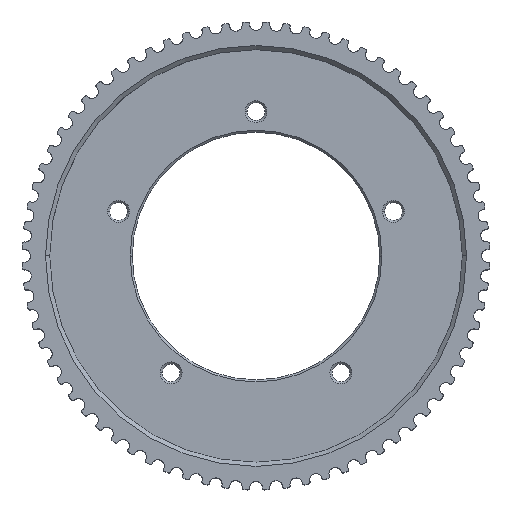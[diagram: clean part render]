
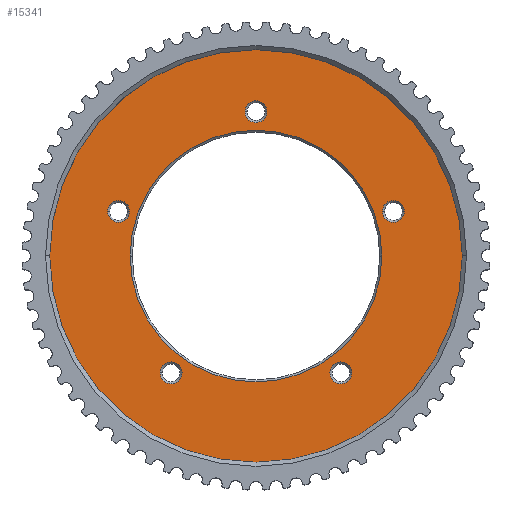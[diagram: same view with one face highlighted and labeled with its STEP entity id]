
A CAD part, top view. The second image highlights one B-rep face of the part: STEP entity #15341.
In plain terms, the highlighted planar face has unit normal (0, 0, 1).
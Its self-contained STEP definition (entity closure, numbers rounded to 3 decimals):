
#50 = ORIENTED_EDGE ( 'NONE', *, *, #26007, .T. ) ;
#79 = DIRECTION ( 'NONE',  ( 1., 0., 0. ) ) ;
#129 = DIRECTION ( 'NONE',  ( 1., 0., 0. ) ) ;
#467 = CARTESIAN_POINT ( 'NONE',  ( 0., 35., -7.5 ) ) ;
#659 = AXIS2_PLACEMENT_3D ( 'NONE', #6621, #27206, #2197 ) ;
#725 = VERTEX_POINT ( 'NONE', #12502 ) ;
#1105 = CARTESIAN_POINT ( 'NONE',  ( 0., 0., -7.5 ) ) ;
#1545 = CIRCLE ( 'NONE', #18590, 30.5 ) ;
#1658 = ORIENTED_EDGE ( 'NONE', *, *, #24620, .T. ) ;
#1661 = AXIS2_PLACEMENT_3D ( 'NONE', #467, #16780, #26541 ) ;
#2053 = VERTEX_POINT ( 'NONE', #6954 ) ;
#2194 = DIRECTION ( 'NONE',  ( 0., 0., -1. ) ) ;
#2197 = DIRECTION ( 'NONE',  ( 1., 0., 0. ) ) ;
#2342 = CARTESIAN_POINT ( 'NONE',  ( 2.65, 35., -7.5 ) ) ;
#2733 = EDGE_LOOP ( 'NONE', ( #17962, #9103 ) ) ;
#3076 = CIRCLE ( 'NONE', #18168, 2.65 ) ;
#3127 = CIRCLE ( 'NONE', #1661, 2.65 ) ;
#3148 = AXIS2_PLACEMENT_3D ( 'NONE', #23548, #5383, #28573 ) ;
#3253 = DIRECTION ( 'NONE',  ( 1., 0., 0. ) ) ;
#3513 = CARTESIAN_POINT ( 'NONE',  ( -30.637, 10.816, -7.5 ) ) ;
#3701 = DIRECTION ( 'NONE',  ( 0., 0., -1. ) ) ;
#3792 = EDGE_LOOP ( 'NONE', ( #9319, #15637 ) ) ;
#3960 = DIRECTION ( 'NONE',  ( 1., 0., 0. ) ) ;
#3965 = CIRCLE ( 'NONE', #26375, 2.65 ) ;
#4021 = DIRECTION ( 'NONE',  ( 0., 0., -1. ) ) ;
#4286 = CARTESIAN_POINT ( 'NONE',  ( -20.572, -28.316, -7.5 ) ) ;
#4387 = VERTEX_POINT ( 'NONE', #11248 ) ;
#4414 = FACE_OUTER_BOUND ( 'NONE', #3792, .T. ) ;
#4940 = FACE_BOUND ( 'NONE', #15368, .T. ) ;
#4999 = AXIS2_PLACEMENT_3D ( 'NONE', #22736, #13545, #3960 ) ;
#5212 = EDGE_CURVE ( 'NONE', #5645, #26341, #25848, .T. ) ;
#5383 = DIRECTION ( 'NONE',  ( 0., 0., -1. ) ) ;
#5645 = VERTEX_POINT ( 'NONE', #22102 ) ;
#6495 = AXIS2_PLACEMENT_3D ( 'NONE', #26365, #7897, #9734 ) ;
#6621 = CARTESIAN_POINT ( 'NONE',  ( 33.287, 10.816, -7.5 ) ) ;
#6756 = CARTESIAN_POINT ( 'NONE',  ( -33.287, 10.816, -7.5 ) ) ;
#6954 = CARTESIAN_POINT ( 'NONE',  ( -17.922, -28.316, -7.5 ) ) ;
#7587 = EDGE_CURVE ( 'NONE', #19065, #13864, #24393, .T. ) ;
#7605 = CARTESIAN_POINT ( 'NONE',  ( 0., 0., -7.5 ) ) ;
#7897 = DIRECTION ( 'NONE',  ( 0., 0., -1. ) ) ;
#8466 = VERTEX_POINT ( 'NONE', #24245 ) ;
#8718 = ORIENTED_EDGE ( 'NONE', *, *, #16835, .T. ) ;
#8840 = DIRECTION ( 'NONE',  ( 0., 0., -1. ) ) ;
#8882 = AXIS2_PLACEMENT_3D ( 'NONE', #24897, #27782, #20308 ) ;
#8912 = AXIS2_PLACEMENT_3D ( 'NONE', #1105, #24292, #3253 ) ;
#8952 = AXIS2_PLACEMENT_3D ( 'NONE', #4286, #8840, #27621 ) ;
#9103 = ORIENTED_EDGE ( 'NONE', *, *, #15191, .T. ) ;
#9260 = EDGE_CURVE ( 'NONE', #13864, #19065, #3965, .T. ) ;
#9319 = ORIENTED_EDGE ( 'NONE', *, *, #18825, .T. ) ;
#9734 = DIRECTION ( 'NONE',  ( 1., 0., 0. ) ) ;
#9863 = ORIENTED_EDGE ( 'NONE', *, *, #30025, .T. ) ;
#10123 = EDGE_LOOP ( 'NONE', ( #50, #9863 ) ) ;
#10498 = DIRECTION ( 'NONE',  ( 0., 0., -1. ) ) ;
#11172 = CARTESIAN_POINT ( 'NONE',  ( -20.572, -28.316, -7.5 ) ) ;
#11248 = CARTESIAN_POINT ( 'NONE',  ( -2.65, 35., -7.5 ) ) ;
#11335 = CARTESIAN_POINT ( 'NONE',  ( 35.937, 10.816, -7.5 ) ) ;
#11398 = CIRCLE ( 'NONE', #8952, 2.65 ) ;
#11417 = FACE_BOUND ( 'NONE', #10123, .T. ) ;
#11861 = DIRECTION ( 'NONE',  ( 0., 0., -1. ) ) ;
#12491 = CARTESIAN_POINT ( 'NONE',  ( -23.222, -28.316, -7.5 ) ) ;
#12502 = CARTESIAN_POINT ( 'NONE',  ( 30.5, 0., -7.5 ) ) ;
#12525 = CARTESIAN_POINT ( 'NONE',  ( 23.222, -28.316, -7.5 ) ) ;
#12669 = CARTESIAN_POINT ( 'NONE',  ( 50., 0., -7.5 ) ) ;
#12785 = EDGE_LOOP ( 'NONE', ( #28497, #1658 ) ) ;
#13201 = EDGE_CURVE ( 'NONE', #725, #16119, #1545, .T. ) ;
#13240 = PLANE ( 'NONE',  #4999 ) ;
#13545 = DIRECTION ( 'NONE',  ( 0., 0., 1. ) ) ;
#13764 = AXIS2_PLACEMENT_3D ( 'NONE', #14833, #3701, #24153 ) ;
#13864 = VERTEX_POINT ( 'NONE', #23215 ) ;
#14706 = ORIENTED_EDGE ( 'NONE', *, *, #18755, .T. ) ;
#14833 = CARTESIAN_POINT ( 'NONE',  ( 33.287, 10.816, -7.5 ) ) ;
#14853 = ORIENTED_EDGE ( 'NONE', *, *, #7587, .T. ) ;
#15191 = EDGE_CURVE ( 'NONE', #16119, #725, #18125, .T. ) ;
#15341 = ADVANCED_FACE ( 'NONE', ( #4940, #27140, #26991, #17971, #25162, #11417, #4414 ), #13240, .T. ) ;
#15368 = EDGE_LOOP ( 'NONE', ( #20867, #14706 ) ) ;
#15599 = DIRECTION ( 'NONE',  ( 1., 0., 0. ) ) ;
#15637 = ORIENTED_EDGE ( 'NONE', *, *, #5212, .T. ) ;
#15732 = CIRCLE ( 'NONE', #13764, 2.65 ) ;
#15946 = CARTESIAN_POINT ( 'NONE',  ( -33.287, 10.816, -7.5 ) ) ;
#16119 = VERTEX_POINT ( 'NONE', #28847 ) ;
#16200 = DIRECTION ( 'NONE',  ( 1., 0., 0. ) ) ;
#16204 = CIRCLE ( 'NONE', #6495, 2.65 ) ;
#16272 = ORIENTED_EDGE ( 'NONE', *, *, #19981, .T. ) ;
#16273 = CIRCLE ( 'NONE', #3148, 2.65 ) ;
#16780 = DIRECTION ( 'NONE',  ( 0., 0., -1. ) ) ;
#16835 = EDGE_CURVE ( 'NONE', #8466, #22120, #25454, .T. ) ;
#17838 = CARTESIAN_POINT ( 'NONE',  ( 0., 0., -7.5 ) ) ;
#17962 = ORIENTED_EDGE ( 'NONE', *, *, #13201, .T. ) ;
#17971 = FACE_BOUND ( 'NONE', #18332, .T. ) ;
#18125 = CIRCLE ( 'NONE', #29841, 30.5 ) ;
#18168 = AXIS2_PLACEMENT_3D ( 'NONE', #11172, #2194, #16200 ) ;
#18332 = EDGE_LOOP ( 'NONE', ( #14853, #19743 ) ) ;
#18377 = EDGE_CURVE ( 'NONE', #18715, #26261, #18650, .T. ) ;
#18379 = DIRECTION ( 'NONE',  ( 0., 0., -1. ) ) ;
#18590 = AXIS2_PLACEMENT_3D ( 'NONE', #7605, #11861, #129 ) ;
#18650 = CIRCLE ( 'NONE', #659, 2.65 ) ;
#18715 = VERTEX_POINT ( 'NONE', #11335 ) ;
#18755 = EDGE_CURVE ( 'NONE', #26261, #18715, #15732, .T. ) ;
#18825 = EDGE_CURVE ( 'NONE', #26341, #5645, #24522, .T. ) ;
#19065 = VERTEX_POINT ( 'NONE', #3513 ) ;
#19743 = ORIENTED_EDGE ( 'NONE', *, *, #9260, .T. ) ;
#19814 = DIRECTION ( 'NONE',  ( 1., 0., 0. ) ) ;
#19981 = EDGE_CURVE ( 'NONE', #22120, #8466, #16204, .T. ) ;
#20139 = DIRECTION ( 'NONE',  ( 0., 0., 1. ) ) ;
#20308 = DIRECTION ( 'NONE',  ( 1., 0., 0. ) ) ;
#20867 = ORIENTED_EDGE ( 'NONE', *, *, #18377, .T. ) ;
#22102 = CARTESIAN_POINT ( 'NONE',  ( -50., 0., -7.5 ) ) ;
#22120 = VERTEX_POINT ( 'NONE', #12525 ) ;
#22128 = CARTESIAN_POINT ( 'NONE',  ( 0., 0., -7.5 ) ) ;
#22736 = CARTESIAN_POINT ( 'NONE',  ( 0., 0., -7.5 ) ) ;
#23215 = CARTESIAN_POINT ( 'NONE',  ( -35.937, 10.816, -7.5 ) ) ;
#23548 = CARTESIAN_POINT ( 'NONE',  ( 0., 35., -7.5 ) ) ;
#24153 = DIRECTION ( 'NONE',  ( 1., 0., 0. ) ) ;
#24245 = CARTESIAN_POINT ( 'NONE',  ( 17.922, -28.316, -7.5 ) ) ;
#24292 = DIRECTION ( 'NONE',  ( 0., 0., 1. ) ) ;
#24393 = CIRCLE ( 'NONE', #26824, 2.65 ) ;
#24522 = CIRCLE ( 'NONE', #8912, 50. ) ;
#24620 = EDGE_CURVE ( 'NONE', #28158, #2053, #11398, .T. ) ;
#24874 = DIRECTION ( 'NONE',  ( 1., 0., 0. ) ) ;
#24897 = CARTESIAN_POINT ( 'NONE',  ( 20.572, -28.316, -7.5 ) ) ;
#25162 = FACE_BOUND ( 'NONE', #2733, .T. ) ;
#25347 = AXIS2_PLACEMENT_3D ( 'NONE', #17838, #20139, #24874 ) ;
#25454 = CIRCLE ( 'NONE', #8882, 2.65 ) ;
#25554 = EDGE_LOOP ( 'NONE', ( #16272, #8718 ) ) ;
#25848 = CIRCLE ( 'NONE', #25347, 50. ) ;
#25896 = EDGE_CURVE ( 'NONE', #2053, #28158, #3076, .T. ) ;
#25964 = VERTEX_POINT ( 'NONE', #2342 ) ;
#26007 = EDGE_CURVE ( 'NONE', #25964, #4387, #16273, .T. ) ;
#26261 = VERTEX_POINT ( 'NONE', #27018 ) ;
#26341 = VERTEX_POINT ( 'NONE', #12669 ) ;
#26365 = CARTESIAN_POINT ( 'NONE',  ( 20.572, -28.316, -7.5 ) ) ;
#26375 = AXIS2_PLACEMENT_3D ( 'NONE', #6756, #4021, #15599 ) ;
#26541 = DIRECTION ( 'NONE',  ( 1., 0., 0. ) ) ;
#26824 = AXIS2_PLACEMENT_3D ( 'NONE', #15946, #18379, #79 ) ;
#26991 = FACE_BOUND ( 'NONE', #12785, .T. ) ;
#27018 = CARTESIAN_POINT ( 'NONE',  ( 30.637, 10.816, -7.5 ) ) ;
#27140 = FACE_BOUND ( 'NONE', #25554, .T. ) ;
#27206 = DIRECTION ( 'NONE',  ( 0., 0., -1. ) ) ;
#27621 = DIRECTION ( 'NONE',  ( 1., 0., 0. ) ) ;
#27782 = DIRECTION ( 'NONE',  ( 0., 0., -1. ) ) ;
#28158 = VERTEX_POINT ( 'NONE', #12491 ) ;
#28497 = ORIENTED_EDGE ( 'NONE', *, *, #25896, .T. ) ;
#28573 = DIRECTION ( 'NONE',  ( 1., 0., 0. ) ) ;
#28847 = CARTESIAN_POINT ( 'NONE',  ( -30.5, 0., -7.5 ) ) ;
#29841 = AXIS2_PLACEMENT_3D ( 'NONE', #22128, #10498, #19814 ) ;
#30025 = EDGE_CURVE ( 'NONE', #4387, #25964, #3127, .T. ) ;
